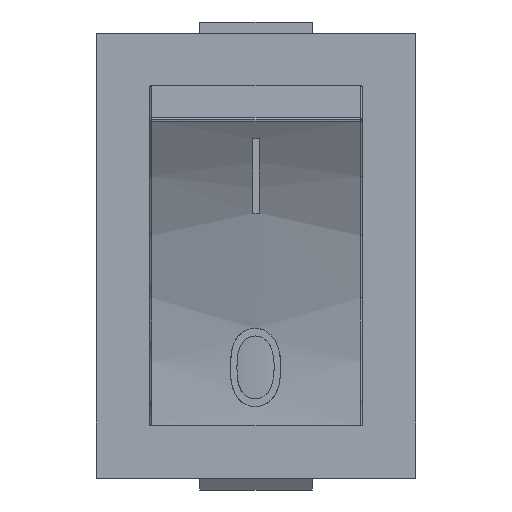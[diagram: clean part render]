
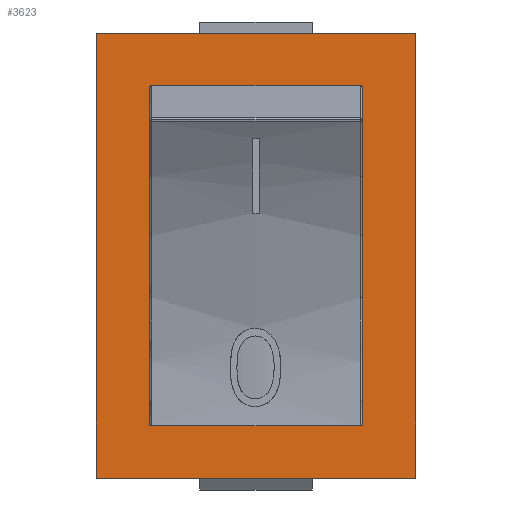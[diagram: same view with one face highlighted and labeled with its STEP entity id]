
A CAD part, top view. The second image highlights one B-rep face of the part: STEP entity #3623.
In plain terms, the highlighted planar face has unit normal (0, 0, 1).
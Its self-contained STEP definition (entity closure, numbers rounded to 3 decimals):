
#97 = LINE ( 'NONE', #1280, #371 ) ;
#177 = VECTOR ( 'NONE', #3300, 1000. ) ;
#302 = CARTESIAN_POINT ( 'NONE',  ( -7.5, 10.45, 2. ) ) ;
#303 = VERTEX_POINT ( 'NONE', #2662 ) ;
#327 = EDGE_CURVE ( 'NONE', #2545, #1760, #3515, .T. ) ;
#354 = EDGE_CURVE ( 'NONE', #1472, #2122, #2645, .T. ) ;
#371 = VECTOR ( 'NONE', #2470, 1000. ) ;
#373 = CARTESIAN_POINT ( 'NONE',  ( -5., 7.893, 2. ) ) ;
#377 = ORIENTED_EDGE ( 'NONE', *, *, #327, .T. ) ;
#405 = DIRECTION ( 'NONE',  ( -1., 0., 0. ) ) ;
#422 = CARTESIAN_POINT ( 'NONE',  ( 7.5, 10.45, 2. ) ) ;
#487 = CARTESIAN_POINT ( 'NONE',  ( 4.959, 8., 2. ) ) ;
#525 = ORIENTED_EDGE ( 'NONE', *, *, #354, .T. ) ;
#539 = DIRECTION ( 'NONE',  ( 1., 0., 0. ) ) ;
#544 = VECTOR ( 'NONE', #2349, 1000. ) ;
#556 = CARTESIAN_POINT ( 'NONE',  ( -7.5, -10.45, 2. ) ) ;
#563 = CARTESIAN_POINT ( 'NONE',  ( -7.5, -10.45, 2. ) ) ;
#578 = VERTEX_POINT ( 'NONE', #422 ) ;
#677 = FACE_BOUND ( 'NONE', #2026, .T. ) ;
#702 = ORIENTED_EDGE ( 'NONE', *, *, #1344, .T. ) ;
#781 = CARTESIAN_POINT ( 'NONE',  ( 7.5, -10.45, 2. ) ) ;
#993 = DIRECTION ( 'NONE',  ( 0., -1., 0. ) ) ;
#1014 = EDGE_CURVE ( 'NONE', #303, #2122, #3244, .T. ) ;
#1033 = CARTESIAN_POINT ( 'NONE',  ( 5., 8., 2. ) ) ;
#1038 = CARTESIAN_POINT ( 'NONE',  ( 0., 0., 2. ) ) ;
#1068 = LINE ( 'NONE', #3695, #3428 ) ;
#1090 = CARTESIAN_POINT ( 'NONE',  ( 5., -8., 2. ) ) ;
#1096 = VECTOR ( 'NONE', #2707, 1000. ) ;
#1160 = CARTESIAN_POINT ( 'NONE',  ( 5., 8., 2. ) ) ;
#1183 = EDGE_CURVE ( 'NONE', #2666, #2545, #1068, .T. ) ;
#1280 = CARTESIAN_POINT ( 'NONE',  ( 7.5, -10.45, 2. ) ) ;
#1306 = AXIS2_PLACEMENT_3D ( 'NONE', #1038, #2222, #3439 ) ;
#1344 = EDGE_CURVE ( 'NONE', #303, #2956, #3724, .T. ) ;
#1357 = VECTOR ( 'NONE', #405, 1000. ) ;
#1459 = CARTESIAN_POINT ( 'NONE',  ( -5., 7.956, 2. ) ) ;
#1472 = VERTEX_POINT ( 'NONE', #373 ) ;
#1519 = LINE ( 'NONE', #2369, #1096 ) ;
#1533 = LINE ( 'NONE', #2094, #177 ) ;
#1537 = EDGE_CURVE ( 'NONE', #2640, #1472, #1533, .T. ) ;
#1542 = EDGE_LOOP ( 'NONE', ( #3176, #3371, #377, #2938 ) ) ;
#1551 = LINE ( 'NONE', #1033, #2288 ) ;
#1665 = ORIENTED_EDGE ( 'NONE', *, *, #1537, .T. ) ;
#1752 = CARTESIAN_POINT ( 'NONE',  ( -5., 7.893, 2. ) ) ;
#1760 = VERTEX_POINT ( 'NONE', #781 ) ;
#1761 = VERTEX_POINT ( 'NONE', #1090 ) ;
#1828 = EDGE_CURVE ( 'NONE', #578, #2666, #3022, .T. ) ;
#2026 = EDGE_LOOP ( 'NONE', ( #3320, #1665, #525, #3195, #702, #2385 ) ) ;
#2094 = CARTESIAN_POINT ( 'NONE',  ( -5., 8., 2. ) ) ;
#2122 = VERTEX_POINT ( 'NONE', #3123 ) ;
#2222 = DIRECTION ( 'NONE',  ( 0., 0., 1. ) ) ;
#2254 = CARTESIAN_POINT ( 'NONE',  ( 5., 7.893, 2. ) ) ;
#2288 = VECTOR ( 'NONE', #3660, 1000. ) ;
#2312 = EDGE_CURVE ( 'NONE', #1761, #2640, #1519, .T. ) ;
#2349 = DIRECTION ( 'NONE',  ( -1., 0., 0. ) ) ;
#2369 = CARTESIAN_POINT ( 'NONE',  ( 5., -8., 2. ) ) ;
#2385 = ORIENTED_EDGE ( 'NONE', *, *, #3838, .F. ) ;
#2470 = DIRECTION ( 'NONE',  ( 0., 1., 0. ) ) ;
#2472 = EDGE_CURVE ( 'NONE', #1760, #578, #97, .T. ) ;
#2522 = FACE_OUTER_BOUND ( 'NONE', #1542, .T. ) ;
#2545 = VERTEX_POINT ( 'NONE', #556 ) ;
#2582 = CARTESIAN_POINT ( 'NONE',  ( 5., 7.956, 2. ) ) ;
#2640 = VERTEX_POINT ( 'NONE', #3174 ) ;
#2645 =( BOUNDED_CURVE ( )  B_SPLINE_CURVE ( 3, ( #1752, #1459, #3557, #3850 ),
 .UNSPECIFIED., .F., .T. ) 
 B_SPLINE_CURVE_WITH_KNOTS ( ( 4, 4 ),
 ( 4.712, 6.283 ),
 .UNSPECIFIED. ) 
 CURVE ( )  GEOMETRIC_REPRESENTATION_ITEM ( )  RATIONAL_B_SPLINE_CURVE ( ( 1., 0.805, 0.805, 1. ) ) 
 REPRESENTATION_ITEM ( '' )  );
#2662 = CARTESIAN_POINT ( 'NONE',  ( 4.9, 8., 2. ) ) ;
#2666 = VERTEX_POINT ( 'NONE', #302 ) ;
#2707 = DIRECTION ( 'NONE',  ( -1., 0., 0. ) ) ;
#2716 = CARTESIAN_POINT ( 'NONE',  ( 7.5, 10.45, 2. ) ) ;
#2760 = PLANE ( 'NONE',  #1306 ) ;
#2765 = CARTESIAN_POINT ( 'NONE',  ( 4.9, 8., 2. ) ) ;
#2938 = ORIENTED_EDGE ( 'NONE', *, *, #2472, .T. ) ;
#2956 = VERTEX_POINT ( 'NONE', #2254 ) ;
#2997 = VECTOR ( 'NONE', #539, 1000. ) ;
#3022 = LINE ( 'NONE', #2716, #1357 ) ;
#3123 = CARTESIAN_POINT ( 'NONE',  ( -4.9, 8., 2. ) ) ;
#3174 = CARTESIAN_POINT ( 'NONE',  ( -5., -8., 2. ) ) ;
#3176 = ORIENTED_EDGE ( 'NONE', *, *, #1828, .T. ) ;
#3195 = ORIENTED_EDGE ( 'NONE', *, *, #1014, .F. ) ;
#3244 = LINE ( 'NONE', #1160, #544 ) ;
#3300 = DIRECTION ( 'NONE',  ( 0., 1., 0. ) ) ;
#3320 = ORIENTED_EDGE ( 'NONE', *, *, #2312, .T. ) ;
#3371 = ORIENTED_EDGE ( 'NONE', *, *, #1183, .T. ) ;
#3428 = VECTOR ( 'NONE', #993, 1000. ) ;
#3439 = DIRECTION ( 'NONE',  ( 1., 0., 0. ) ) ;
#3515 = LINE ( 'NONE', #563, #2997 ) ;
#3557 = CARTESIAN_POINT ( 'NONE',  ( -4.959, 8., 2. ) ) ;
#3623 = ADVANCED_FACE ( 'NONE', ( #2522, #677 ), #2760, .T. ) ;
#3660 = DIRECTION ( 'NONE',  ( 0., 1., 0. ) ) ;
#3695 = CARTESIAN_POINT ( 'NONE',  ( -7.5, 10.45, 2. ) ) ;
#3724 =( BOUNDED_CURVE ( )  B_SPLINE_CURVE ( 3, ( #2765, #487, #2582, #3781 ),
 .UNSPECIFIED., .F., .T. ) 
 B_SPLINE_CURVE_WITH_KNOTS ( ( 4, 4 ),
 ( 3.142, 4.712 ),
 .UNSPECIFIED. ) 
 CURVE ( )  GEOMETRIC_REPRESENTATION_ITEM ( )  RATIONAL_B_SPLINE_CURVE ( ( 1., 0.805, 0.805, 1. ) ) 
 REPRESENTATION_ITEM ( '' )  );
#3781 = CARTESIAN_POINT ( 'NONE',  ( 5., 7.893, 2. ) ) ;
#3838 = EDGE_CURVE ( 'NONE', #1761, #2956, #1551, .T. ) ;
#3850 = CARTESIAN_POINT ( 'NONE',  ( -4.9, 8., 2. ) ) ;
